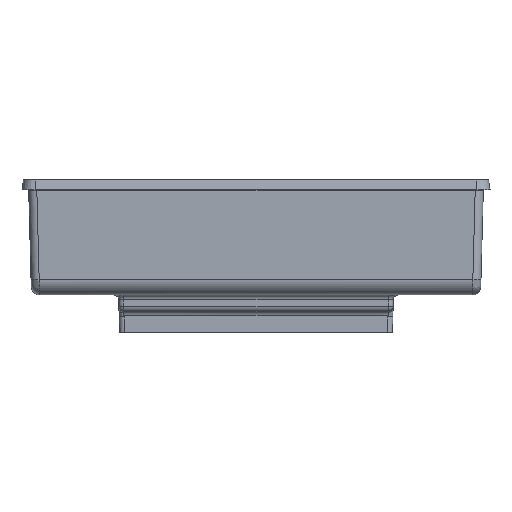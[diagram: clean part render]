
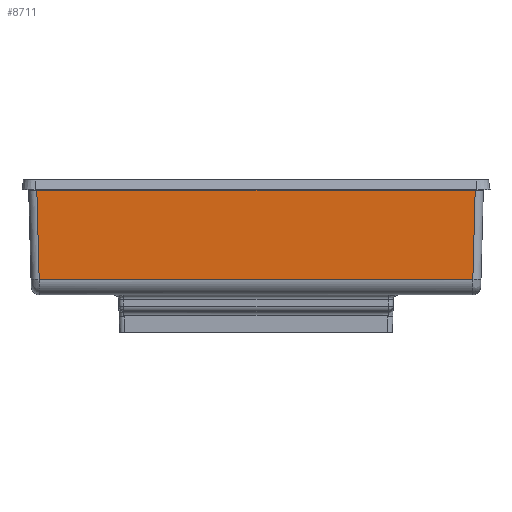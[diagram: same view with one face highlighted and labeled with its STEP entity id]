
A CAD part, front view. The second image highlights one B-rep face of the part: STEP entity #8711.
In plain terms, the highlighted planar face has unit normal (0, -1, -0.026).
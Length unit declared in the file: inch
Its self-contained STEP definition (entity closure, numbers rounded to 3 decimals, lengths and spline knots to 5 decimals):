
#197 = CARTESIAN_POINT ( 'NONE',  ( -5.5077, -4.23314, 2.55906 ) ) ;
#341 = EDGE_CURVE ( 'NONE', #18765, #6626, #10562, .T. ) ;
#2274 = CARTESIAN_POINT ( 'NONE',  ( -5.5077, -4.17616, 0.38339 ) ) ;
#3392 = PLANE ( 'NONE',  #20035 ) ;
#3637 = DIRECTION ( 'NONE',  ( -0.026, -0.026, 0.999 ) ) ;
#3781 = ORIENTED_EDGE ( 'NONE', *, *, #14681, .T. ) ;
#4405 = DIRECTION ( 'NONE',  ( 1., 0., 0. ) ) ;
#5518 = CARTESIAN_POINT ( 'NONE',  ( -5.25395, -4.17616, 0.38339 ) ) ;
#5655 = EDGE_LOOP ( 'NONE', ( #3781, #16366, #17406, #9368 ) ) ;
#6229 = DIRECTION ( 'NONE',  ( -1., 0., 0. ) ) ;
#6431 = CARTESIAN_POINT ( 'NONE',  ( 5.25395, -4.17616, 0.38339 ) ) ;
#6626 = VERTEX_POINT ( 'NONE', #16227 ) ;
#7320 = LINE ( 'NONE', #2274, #22877 ) ;
#7503 = CARTESIAN_POINT ( 'NONE',  ( -5.31105, -4.23327, 2.5642 ) ) ;
#7627 = VERTEX_POINT ( 'NONE', #18304 ) ;
#8711 = ADVANCED_FACE ( 'NONE', ( #9424 ), #3392, .T. ) ;
#9368 = ORIENTED_EDGE ( 'NONE', *, *, #14582, .T. ) ;
#9424 = FACE_OUTER_BOUND ( 'NONE', #5655, .T. ) ;
#10562 = LINE ( 'NONE', #7503, #12268 ) ;
#11498 = DIRECTION ( 'NONE',  ( 0.026, -0.026, 0.999 ) ) ;
#12109 = VECTOR ( 'NONE', #11498, 39.37008 ) ;
#12268 = VECTOR ( 'NONE', #3637, 39.37008 ) ;
#13619 = CARTESIAN_POINT ( 'NONE',  ( -5.5077, -4.23263, 2.53989 ) ) ;
#13620 = VERTEX_POINT ( 'NONE', #6431 ) ;
#13879 = LINE ( 'NONE', #13619, #16405 ) ;
#13938 = CARTESIAN_POINT ( 'NONE',  ( 5.25395, -4.17616, 0.38339 ) ) ;
#14582 = EDGE_CURVE ( 'NONE', #18765, #13620, #7320, .T. ) ;
#14681 = EDGE_CURVE ( 'NONE', #13620, #7627, #15487, .T. ) ;
#15487 = LINE ( 'NONE', #13938, #12109 ) ;
#16227 = CARTESIAN_POINT ( 'NONE',  ( -5.31042, -4.23263, 2.53989 ) ) ;
#16366 = ORIENTED_EDGE ( 'NONE', *, *, #18465, .T. ) ;
#16405 = VECTOR ( 'NONE', #6229, 39.37008 ) ;
#16431 = DIRECTION ( 'NONE',  ( 0., 0.026, -1. ) ) ;
#17406 = ORIENTED_EDGE ( 'NONE', *, *, #341, .F. ) ;
#17728 = DIRECTION ( 'NONE',  ( 0., -1., -0.026 ) ) ;
#18304 = CARTESIAN_POINT ( 'NONE',  ( 5.31042, -4.23263, 2.53989 ) ) ;
#18465 = EDGE_CURVE ( 'NONE', #7627, #6626, #13879, .T. ) ;
#18765 = VERTEX_POINT ( 'NONE', #5518 ) ;
#20035 = AXIS2_PLACEMENT_3D ( 'NONE', #197, #17728, #16431 ) ;
#22877 = VECTOR ( 'NONE', #4405, 39.37008 ) ;
